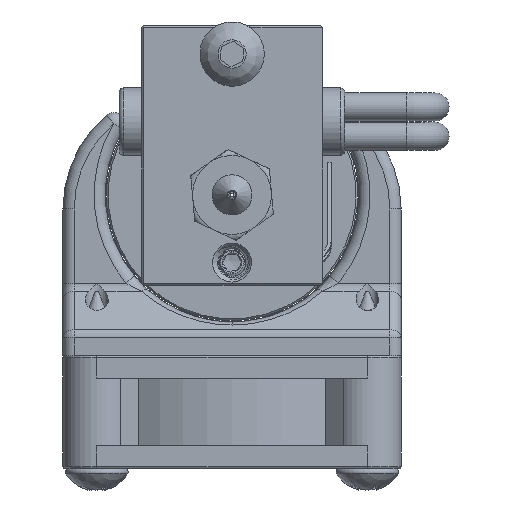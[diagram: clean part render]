
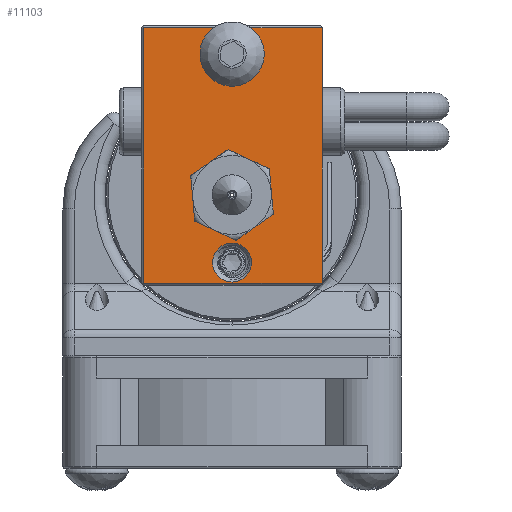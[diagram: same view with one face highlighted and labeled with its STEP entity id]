
A CAD part, front view. The second image highlights one B-rep face of the part: STEP entity #11103.
In plain terms, the highlighted planar face has unit normal (0, -1, 0).
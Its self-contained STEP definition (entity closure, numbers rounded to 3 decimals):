
#301=LINE('',#16786,#800);
#303=LINE('',#16789,#802);
#306=LINE('',#16793,#805);
#307=LINE('',#16795,#806);
#800=VECTOR('',#13166,15.85);
#802=VECTOR('',#13170,22.7);
#805=VECTOR('',#13175,15.85);
#806=VECTOR('',#13178,22.7);
#1275=PLANE('',#11874);
#1989=FACE_BOUND('',#3180,.T.);
#1990=FACE_BOUND('',#3181,.T.);
#1991=FACE_BOUND('',#3182,.T.);
#2435=FACE_OUTER_BOUND('',#3179,.T.);
#3179=EDGE_LOOP('',(#7419,#7420,#7421,#7422));
#3180=EDGE_LOOP('',(#7423));
#3181=EDGE_LOOP('',(#7424));
#3182=EDGE_LOOP('',(#7425));
#4134=CIRCLE('',#11875,1.7);
#4135=CIRCLE('',#11876,3.459);
#4136=CIRCLE('',#11877,1.73);
#4708=VERTEX_POINT('',#16688);
#4714=VERTEX_POINT('',#16700);
#4720=VERTEX_POINT('',#16715);
#4726=VERTEX_POINT('',#16730);
#4742=VERTEX_POINT('',#16796);
#4743=VERTEX_POINT('',#16798);
#4744=VERTEX_POINT('',#16800);
#5819=EDGE_CURVE('',#4726,#4720,#301,.T.);
#5821=EDGE_CURVE('',#4720,#4714,#303,.T.);
#5824=EDGE_CURVE('',#4714,#4708,#306,.T.);
#5825=EDGE_CURVE('',#4726,#4708,#307,.T.);
#5826=EDGE_CURVE('',#4742,#4742,#4134,.T.);
#5827=EDGE_CURVE('',#4743,#4743,#4135,.T.);
#5828=EDGE_CURVE('',#4744,#4744,#4136,.T.);
#7419=ORIENTED_EDGE('',*,*,#5824,.F.);
#7420=ORIENTED_EDGE('',*,*,#5821,.F.);
#7421=ORIENTED_EDGE('',*,*,#5819,.F.);
#7422=ORIENTED_EDGE('',*,*,#5825,.T.);
#7423=ORIENTED_EDGE('',*,*,#5826,.F.);
#7424=ORIENTED_EDGE('',*,*,#5827,.F.);
#7425=ORIENTED_EDGE('',*,*,#5828,.F.);
#11103=ADVANCED_FACE('',(#2435,#1989,#1990,#1991),#1275,.T.);
#11874=AXIS2_PLACEMENT_3D('',#16794,#13176,#13177);
#11875=AXIS2_PLACEMENT_3D('',#16797,#13179,#13180);
#11876=AXIS2_PLACEMENT_3D('',#16799,#13181,#13182);
#11877=AXIS2_PLACEMENT_3D('',#16801,#13183,#13184);
#13166=DIRECTION('',(-1.,0.,0.));
#13170=DIRECTION('',(0.,0.,1.));
#13175=DIRECTION('',(1.,0.,0.));
#13176=DIRECTION('center_axis',(0.,-1.,0.));
#13177=DIRECTION('ref_axis',(0.,0.,
-1.));
#13178=DIRECTION('',(0.,0.,1.));
#13179=DIRECTION('center_axis',(0.,-1.,0.));
#13180=DIRECTION('ref_axis',(-1.,0.,0.));
#13181=DIRECTION('center_axis',(0.,-1.,0.));
#13182=DIRECTION('ref_axis',(1.,0.,0.));
#13183=DIRECTION('center_axis',(0.,-1.,0.));
#13184=DIRECTION('ref_axis',(-1.,0.,0.));
#16688=CARTESIAN_POINT('',(8.,5.,14.85));
#16700=CARTESIAN_POINT('',(-7.85,5.,14.85));
#16715=CARTESIAN_POINT('',(-7.85,5.,-7.85));
#16730=CARTESIAN_POINT('',(8.,5.,-7.85));
#16786=CARTESIAN_POINT('',(4.,5.,-7.85));
#16789=CARTESIAN_POINT('',(-7.85,5.,-2.25));
#16793=CARTESIAN_POINT('',(-4.,5.,14.85));
#16794=CARTESIAN_POINT('Origin',(0.,5.,3.5));
#16795=CARTESIAN_POINT('',(8.,5.,-8.));
#16796=CARTESIAN_POINT('',(1.7,5.,12.5));
#16797=CARTESIAN_POINT('Origin',(0.,5.,12.5));
#16798=CARTESIAN_POINT('',(-3.459,5.,0.));
#16799=CARTESIAN_POINT('Origin',(0.,5.,0.));
#16800=CARTESIAN_POINT('',(1.73,5.,-6.));
#16801=CARTESIAN_POINT('Origin',(0.,5.,-6.));
